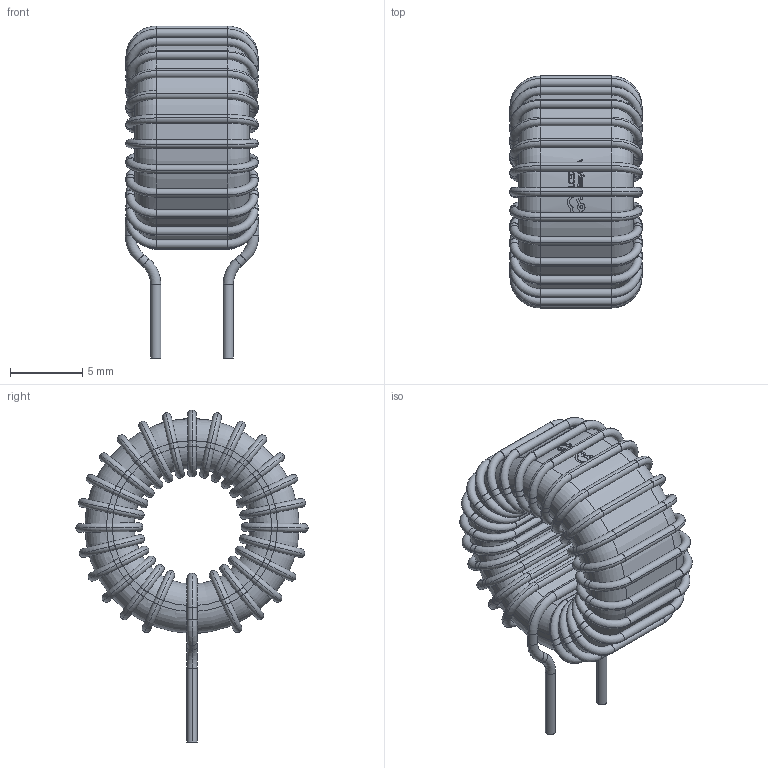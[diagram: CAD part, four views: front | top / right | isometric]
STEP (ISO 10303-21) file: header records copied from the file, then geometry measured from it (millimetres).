
FILE_DESCRIPTION (( 'STEP AP214' ), '1' );
FILE_NAME ('IND-TH_L16.0-W8.5-P5.00-D0.7.step', '2022-07-09T01:17:16', ( '' ), ( '' ), 'SwSTEP 2.0', 'SolidWorks 2020', '' );
FILE_SCHEMA (( 'AUTOMOTIVE_DESIGN' ));
Length unit declared in the file: millimetre
Products named in the file (1): IND-TH_L16.0-W8.5-P5.00-D0.7
Bounding box: 9.2 x 16.02 x 22.91 mm (x, y, z)
Volume: 1059.8 mm3; surface area: 1816.9 mm2
Topology: 26 solids, 26 shells, 728 faces, 1681 edges, 976 vertices
Faces by surface type: cylinder 245, torus 220, bspline 141, plane 122
Entity records: 30575 total; most frequent: CARTESIAN_POINT 6584, ORIENTED_EDGE 3362, DIRECTION 3169, EDGE_CURVE 1681, AXIS2_PLACEMENT_3D 1380, VERTEX_POINT 976, CIRCLE 792, UNCERTAINTY_MEASURE_WITH_UNIT 756
